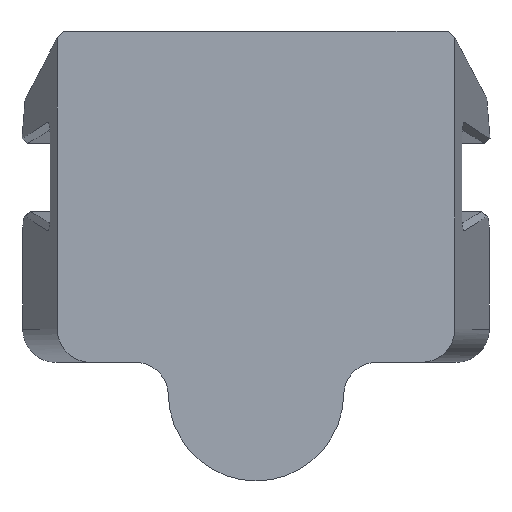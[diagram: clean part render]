
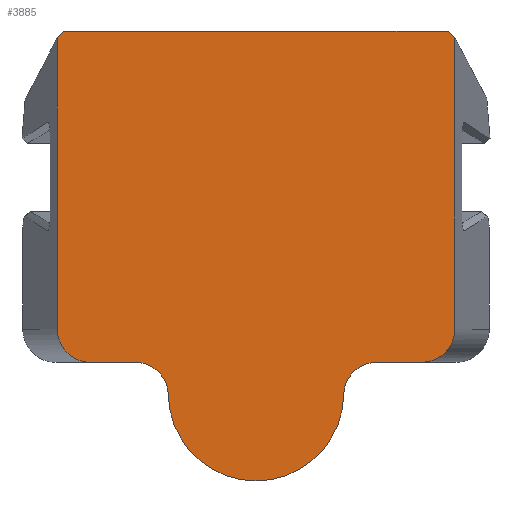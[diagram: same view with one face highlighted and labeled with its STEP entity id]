
A CAD part, front view. The second image highlights one B-rep face of the part: STEP entity #3885.
In plain terms, the highlighted planar face has unit normal (0, -1, 0).
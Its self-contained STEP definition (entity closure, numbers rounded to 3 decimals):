
#29 = CARTESIAN_POINT ( 'NONE',  ( -26.495, -17.136, -70.501 ) ) ;
#130 = CARTESIAN_POINT ( 'NONE',  ( 60., -17.136, 37.312 ) ) ;
#175 = CARTESIAN_POINT ( 'NONE',  ( 60., -17.136, -56.547 ) ) ;
#226 = ORIENTED_EDGE ( 'NONE', *, *, #6476, .F. ) ;
#233 = AXIS2_PLACEMENT_3D ( 'NONE', #6942, #2824, #7645 ) ;
#264 = DIRECTION ( 'NONE',  ( -0.711, 0., 0.704 ) ) ;
#272 = DIRECTION ( 'NONE',  ( -1., 0., 0. ) ) ;
#346 = CARTESIAN_POINT ( 'NONE',  ( -55.013, -17.136, 42.534 ) ) ;
#380 = VERTEX_POINT ( 'NONE', #6103 ) ;
#409 = ORIENTED_EDGE ( 'NONE', *, *, #2220, .T. ) ;
#441 =( BOUNDED_CURVE ( )  B_SPLINE_CURVE ( 3, ( #3591, #7729, #175, #4973 ),
 .UNSPECIFIED., .F., .F. ) 
 B_SPLINE_CURVE_WITH_KNOTS ( ( 4, 4 ),
 ( 1.571, 3.142 ),
 .UNSPECIFIED. ) 
 CURVE ( )  GEOMETRIC_REPRESENTATION_ITEM ( )  RATIONAL_B_SPLINE_CURVE ( ( 1., 0.805, 0.805, 1. ) ) 
 REPRESENTATION_ITEM ( '' )  );
#445 = VERTEX_POINT ( 'NONE', #5397 ) ;
#499 = VERTEX_POINT ( 'NONE', #2110 ) ;
#502 = CARTESIAN_POINT ( 'NONE',  ( 36.493, -17.136, -60.689 ) ) ;
#530 = ORIENTED_EDGE ( 'NONE', *, *, #3175, .T. ) ;
#537 = CARTESIAN_POINT ( 'NONE',  ( 60., -17.136, -60.689 ) ) ;
#541 = CARTESIAN_POINT ( 'NONE',  ( 49.902, -17.136, -60.689 ) ) ;
#714 = PLANE ( 'NONE',  #233 ) ;
#781 = CARTESIAN_POINT ( 'NONE',  ( 36.493, -17.136, -70.689 ) ) ;
#946 = EDGE_CURVE ( 'NONE', #380, #8755, #7004, .T. ) ;
#1037 = DIRECTION ( 'NONE',  ( -1., 0., 0. ) ) ;
#1042 = DIRECTION ( 'NONE',  ( -0.686, 0., -0.728 ) ) ;
#1148 = EDGE_CURVE ( 'NONE', #5255, #499, #441, .T. ) ;
#1180 = CARTESIAN_POINT ( 'NONE',  ( -60., -17.136, -60.689 ) ) ;
#1268 = VERTEX_POINT ( 'NONE', #1824 ) ;
#1332 = AXIS2_PLACEMENT_3D ( 'NONE', #7367, #3237, #8051 ) ;
#1458 = ORIENTED_EDGE ( 'NONE', *, *, #3344, .F. ) ;
#1464 = CARTESIAN_POINT ( 'NONE',  ( -60., -17.136, -56.547 ) ) ;
#1481 = DIRECTION ( 'NONE',  ( 0., 0., 1. ) ) ;
#1500 = LINE ( 'NONE', #5073, #8583 ) ;
#1706 = VECTOR ( 'NONE', #3257, 1000. ) ;
#1738 = CARTESIAN_POINT ( 'NONE',  ( 0., -17.136, -96.5 ) ) ;
#1749 = ORIENTED_EDGE ( 'NONE', *, *, #7452, .T. ) ;
#1814 = DIRECTION ( 'NONE',  ( 0., 0., -1. ) ) ;
#1824 = CARTESIAN_POINT ( 'NONE',  ( 57.982, -17.136, 39.311 ) ) ;
#1833 = CARTESIAN_POINT ( 'NONE',  ( 0., -17.136, -70. ) ) ;
#1876 = CIRCLE ( 'NONE', #5118, 26.5 ) ;
#1976 = EDGE_CURVE ( 'NONE', #7399, #499, #2747, .T. ) ;
#2110 = CARTESIAN_POINT ( 'NONE',  ( 60., -17.136, -50.689 ) ) ;
#2220 = EDGE_CURVE ( 'NONE', #7076, #380, #3492, .T. ) ;
#2517 = LINE ( 'NONE', #8589, #4372 ) ;
#2532 = DIRECTION ( 'NONE',  ( 0., 0., -1. ) ) ;
#2747 = LINE ( 'NONE', #8678, #4563 ) ;
#2824 = DIRECTION ( 'NONE',  ( 0., 1., 0. ) ) ;
#2843 = ORIENTED_EDGE ( 'NONE', *, *, #6439, .T. ) ;
#3175 = EDGE_CURVE ( 'NONE', #1268, #7076, #8660, .T. ) ;
#3222 =( BOUNDED_CURVE ( )  B_SPLINE_CURVE ( 3, ( #6284, #1464, #7666, #3533 ),
 .UNSPECIFIED., .F., .F. ) 
 B_SPLINE_CURVE_WITH_KNOTS ( ( 4, 4 ),
 ( 3.142, 4.712 ),
 .UNSPECIFIED. ) 
 CURVE ( )  GEOMETRIC_REPRESENTATION_ITEM ( )  RATIONAL_B_SPLINE_CURVE ( ( 1., 0.805, 0.805, 1. ) ) 
 REPRESENTATION_ITEM ( '' )  );
#3237 = DIRECTION ( 'NONE',  ( 0., 1., 0. ) ) ;
#3257 = DIRECTION ( 'NONE',  ( 0., 0., -1. ) ) ;
#3344 = EDGE_CURVE ( 'NONE', #5255, #8604, #2517, .T. ) ;
#3401 = CARTESIAN_POINT ( 'NONE',  ( 0., -17.136, -70. ) ) ;
#3412 = EDGE_CURVE ( 'NONE', #6704, #4449, #5767, .T. ) ;
#3492 = LINE ( 'NONE', #346, #8764 ) ;
#3533 = CARTESIAN_POINT ( 'NONE',  ( -49.902, -17.136, -60.689 ) ) ;
#3545 = EDGE_LOOP ( 'NONE', ( #530, #409, #5401, #4923, #226, #2843, #8037, #3824, #6417, #1458, #6520, #7612, #1749 ) ) ;
#3591 = CARTESIAN_POINT ( 'NONE',  ( 49.902, -17.136, -60.689 ) ) ;
#3605 = FACE_OUTER_BOUND ( 'NONE', #3545, .T. ) ;
#3735 = VECTOR ( 'NONE', #5343, 1000. ) ;
#3824 = ORIENTED_EDGE ( 'NONE', *, *, #4687, .T. ) ;
#3858 = CARTESIAN_POINT ( 'NONE',  ( 26.495, -17.136, -70.501 ) ) ;
#3885 = ADVANCED_FACE ( 'NONE', ( #3605 ), #714, .F. ) ;
#4095 = DIRECTION ( 'NONE',  ( 0., 0., -1. ) ) ;
#4178 = CIRCLE ( 'NONE', #1332, 10. ) ;
#4372 = VECTOR ( 'NONE', #1037, 1000. ) ;
#4397 = CARTESIAN_POINT ( 'NONE',  ( 60., -17.136, 39.311 ) ) ;
#4449 = VERTEX_POINT ( 'NONE', #1738 ) ;
#4563 = VECTOR ( 'NONE', #1814, 1000. ) ;
#4687 = EDGE_CURVE ( 'NONE', #4449, #7587, #1876, .T. ) ;
#4923 = ORIENTED_EDGE ( 'NONE', *, *, #8158, .T. ) ;
#4973 = CARTESIAN_POINT ( 'NONE',  ( 60., -17.136, -50.689 ) ) ;
#5073 = CARTESIAN_POINT ( 'NONE',  ( 64.93, -17.136, 32.43 ) ) ;
#5118 = AXIS2_PLACEMENT_3D ( 'NONE', #3401, #8224, #4095 ) ;
#5251 = CIRCLE ( 'NONE', #7842, 10. ) ;
#5255 = VERTEX_POINT ( 'NONE', #541 ) ;
#5343 = DIRECTION ( 'NONE',  ( -1., 0., 0. ) ) ;
#5354 = LINE ( 'NONE', #537, #3735 ) ;
#5397 = CARTESIAN_POINT ( 'NONE',  ( -49.902, -17.136, -60.689 ) ) ;
#5401 = ORIENTED_EDGE ( 'NONE', *, *, #946, .T. ) ;
#5407 = EDGE_CURVE ( 'NONE', #7587, #8604, #5251, .T. ) ;
#5504 = CARTESIAN_POINT ( 'NONE',  ( -36.493, -17.136, -60.689 ) ) ;
#5600 = DIRECTION ( 'NONE',  ( 0., 1., 0. ) ) ;
#5605 = VERTEX_POINT ( 'NONE', #5504 ) ;
#5637 = CARTESIAN_POINT ( 'NONE',  ( -60., -17.136, -50.689 ) ) ;
#5767 = CIRCLE ( 'NONE', #8414, 26.5 ) ;
#6103 = CARTESIAN_POINT ( 'NONE',  ( -60., -17.136, 37.241 ) ) ;
#6284 = CARTESIAN_POINT ( 'NONE',  ( -60., -17.136, -50.689 ) ) ;
#6417 = ORIENTED_EDGE ( 'NONE', *, *, #5407, .T. ) ;
#6439 = EDGE_CURVE ( 'NONE', #5605, #6704, #4178, .T. ) ;
#6476 = EDGE_CURVE ( 'NONE', #5605, #445, #5354, .T. ) ;
#6520 = ORIENTED_EDGE ( 'NONE', *, *, #1148, .T. ) ;
#6619 = CARTESIAN_POINT ( 'NONE',  ( -58.051, -17.136, 39.311 ) ) ;
#6652 = DIRECTION ( 'NONE',  ( 0., -1., 0. ) ) ;
#6704 = VERTEX_POINT ( 'NONE', #29 ) ;
#6942 = CARTESIAN_POINT ( 'NONE',  ( 60., -17.136, -60.689 ) ) ;
#7004 = LINE ( 'NONE', #1180, #1706 ) ;
#7076 = VERTEX_POINT ( 'NONE', #6619 ) ;
#7367 = CARTESIAN_POINT ( 'NONE',  ( -36.493, -17.136, -70.689 ) ) ;
#7399 = VERTEX_POINT ( 'NONE', #130 ) ;
#7452 = EDGE_CURVE ( 'NONE', #7399, #1268, #1500, .T. ) ;
#7587 = VERTEX_POINT ( 'NONE', #3858 ) ;
#7612 = ORIENTED_EDGE ( 'NONE', *, *, #1976, .F. ) ;
#7645 = DIRECTION ( 'NONE',  ( 0., 0., 1. ) ) ;
#7666 = CARTESIAN_POINT ( 'NONE',  ( -55.817, -17.136, -60.689 ) ) ;
#7729 = CARTESIAN_POINT ( 'NONE',  ( 55.817, -17.136, -60.689 ) ) ;
#7842 = AXIS2_PLACEMENT_3D ( 'NONE', #781, #5600, #1481 ) ;
#8037 = ORIENTED_EDGE ( 'NONE', *, *, #3412, .T. ) ;
#8051 = DIRECTION ( 'NONE',  ( 0., 0., 1. ) ) ;
#8158 = EDGE_CURVE ( 'NONE', #8755, #445, #3222, .T. ) ;
#8224 = DIRECTION ( 'NONE',  ( 0., -1., 0. ) ) ;
#8414 = AXIS2_PLACEMENT_3D ( 'NONE', #1833, #6652, #2532 ) ;
#8583 = VECTOR ( 'NONE', #264, 1000. ) ;
#8589 = CARTESIAN_POINT ( 'NONE',  ( 60., -17.136, -60.689 ) ) ;
#8604 = VERTEX_POINT ( 'NONE', #502 ) ;
#8660 = LINE ( 'NONE', #4397, #8886 ) ;
#8678 = CARTESIAN_POINT ( 'NONE',  ( 60., -17.136, -60.689 ) ) ;
#8755 = VERTEX_POINT ( 'NONE', #5637 ) ;
#8764 = VECTOR ( 'NONE', #1042, 1000. ) ;
#8886 = VECTOR ( 'NONE', #272, 1000. ) ;
